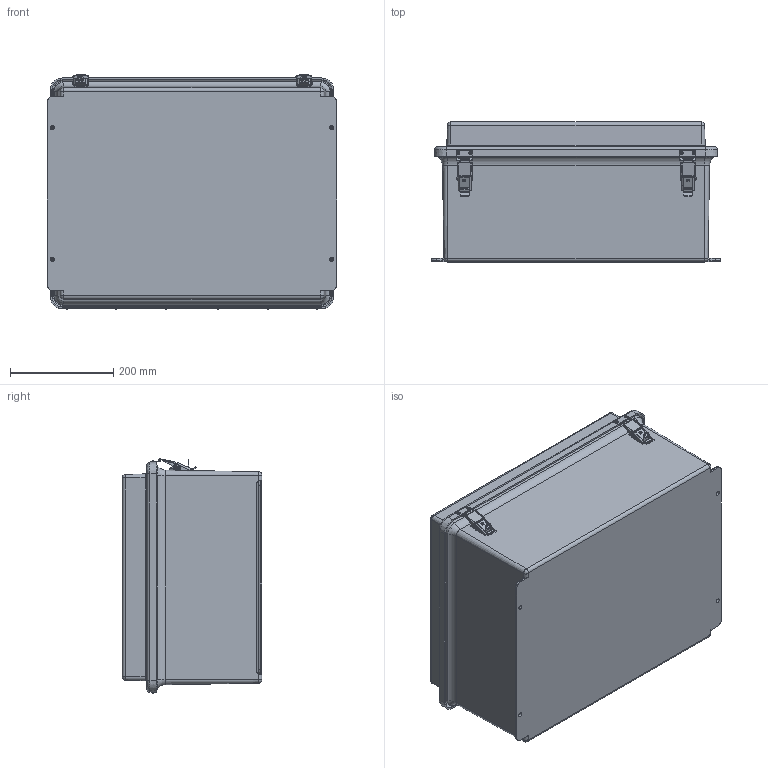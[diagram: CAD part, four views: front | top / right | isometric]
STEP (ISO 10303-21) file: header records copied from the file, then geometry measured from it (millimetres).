
FILE_DESCRIPTION (( 'STEP AP214' ), '1' );
FILE_NAME ('NBF201610-KIT01_3D.step', '2024-06-03T14:32:45', ( '' ), ( '' ), 'SwSTEP 2.0', 'SolidWorks 2022', '' );
FILE_SCHEMA (( 'AUTOMOTIVE_DESIGN' ));
Length unit declared in the file: inch
Products named in the file (20): XFS-0020_91735A827; HPL HOOK BLADE_4; HPL latch pin_4; RMKEEPJHPL_4; J2016HL_1; RJ2016HLCVR; GASKET_2016; 1BE04-050; RMINS45821P_2; RMLATJHPL_8; HPL latch pin 2_4; J2016BHL; RMRIV43_4; RMINS45821P_3; RMINS45821P_4; HPL LOCKING LAYER_4; RMINS45821P_1; NBF201610-KIT01_3D; RMLATJHPL_7; HPL ANCHOR PLATE_4
Assembly tree (47 placements, depth 3):
  NBF201610-KIT01_3D
    J2016BHL
      J2016HL_1
      RMINS45821P_1
      RMINS45821P_2
      RMINS45821P_3
      RMINS45821P_4
    RJ2016HLCVR
    GASKET_2016
    RMRIV43_4  x20
    RMLATJHPL_7
      HPL ANCHOR PLATE_4
      HPL LOCKING LAYER_4
      HPL HOOK BLADE_4
      HPL latch pin_4
      HPL latch pin 2_4
    RMLATJHPL_8
      HPL ANCHOR PLATE_4
      HPL LOCKING LAYER_4
      HPL HOOK BLADE_4
      HPL latch pin_4
      HPL latch pin 2_4
    RMKEEPJHPL_4  x2
    1BE04-050
    XFS-0020_91735A827  x4
Bounding box: 558.8 x 269.91 x 452.58 mm (x, y, z)
Volume: 5577355.5 mm3; surface area: 2395250.4 mm2
Topology: 42 solids, 44 shells, 1501 faces, 3836 edges, 2461 vertices
Faces by surface type: cylinder 788, plane 431, cone 130, bspline 88, torus 56, sphere 8
Entity records: 36423 total; most frequent: CARTESIAN_POINT 10900, ORIENTED_EDGE 3802, DIRECTION 3572, EDGE_CURVE 1903, AXIS2_PLACEMENT_3D 1367, VERTEX_POINT 1209, EDGE_LOOP 865, LINE 838
